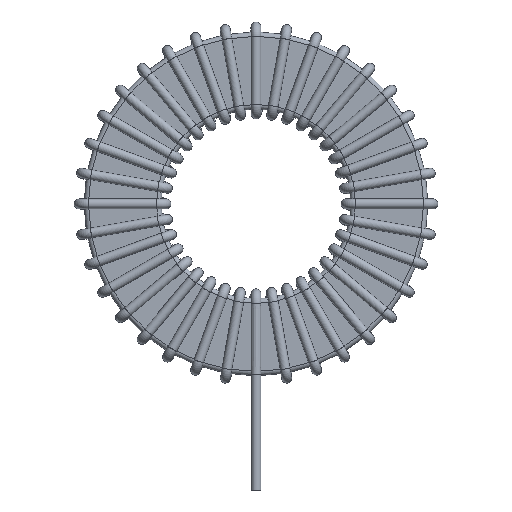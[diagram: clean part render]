
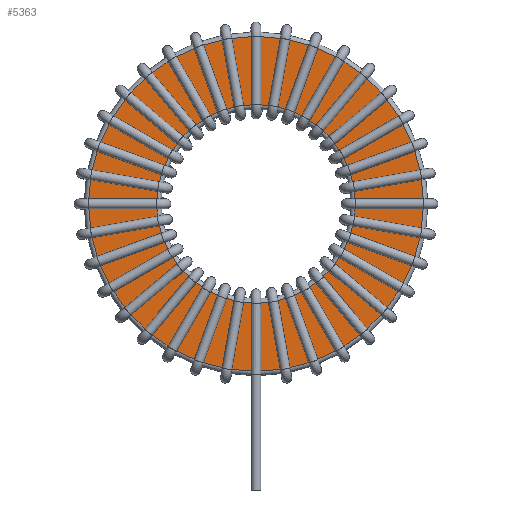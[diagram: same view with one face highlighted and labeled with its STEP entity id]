
A CAD part, left-side view. The second image highlights one B-rep face of the part: STEP entity #5363.
In plain terms, the highlighted face is planar.
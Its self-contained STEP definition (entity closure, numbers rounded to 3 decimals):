
#1047=ORIENTED_EDGE('',*,*,#1346,.T.);
#1048=ORIENTED_EDGE('',*,*,#1339,.F.);
#1339=EDGE_CURVE('',#1635,#1635,#1789,.T.);
#1346=EDGE_CURVE('',#1642,#1642,#1796,.T.);
#1635=VERTEX_POINT('',#15635);
#1642=VERTEX_POINT('',#15652);
#1789=CIRCLE('',#5737,18.8);
#1796=CIRCLE('',#5747,11.15);
#2385=EDGE_LOOP('',(#1047));
#2386=EDGE_LOOP('',(#1048));
#2977=FACE_BOUND('',#2385,.T.);
#2978=FACE_BOUND('',#2386,.T.);
#2984=PLANE('',#5750);
#5363=ADVANCED_FACE('',(#2977,#2978),#2984,.F.);
#5737=AXIS2_PLACEMENT_3D('',#15634,#6481,#6482);
#5747=AXIS2_PLACEMENT_3D('',#15651,#6501,#6502);
#5750=AXIS2_PLACEMENT_3D('',#15655,#6507,#6508);
#6481=DIRECTION('',(0.,1.,0.));
#6482=DIRECTION('',(0.,0.,1.));
#6501=DIRECTION('',(0.,1.,0.));
#6502=DIRECTION('',(0.,0.,1.));
#6507=DIRECTION('',(0.,1.,0.));
#6508=DIRECTION('',(0.,0.,1.));
#15634=CARTESIAN_POINT('',(0.,-5.65,0.));
#15635=CARTESIAN_POINT('',(0.,-5.65,18.8));
#15651=CARTESIAN_POINT('',(0.,-5.65,0.));
#15652=CARTESIAN_POINT('',(0.,-5.65,11.15));
#15655=CARTESIAN_POINT('',(-19.3,-5.65,0.));
